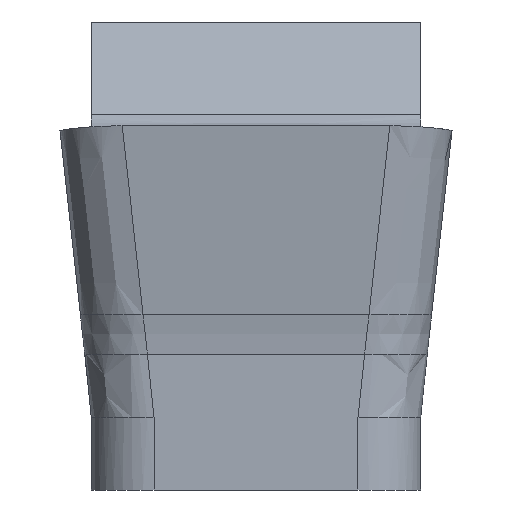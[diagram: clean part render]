
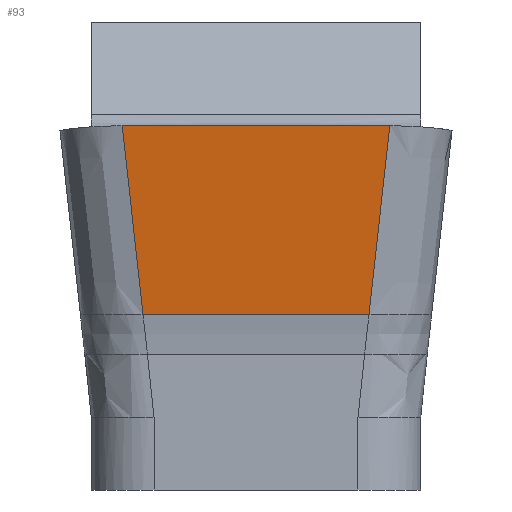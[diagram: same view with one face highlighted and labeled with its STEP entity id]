
A CAD part, front view. The second image highlights one B-rep face of the part: STEP entity #93.
In plain terms, the highlighted planar face has unit normal (0, -0.993, -0.122).
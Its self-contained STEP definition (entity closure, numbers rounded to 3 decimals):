
#93=ADVANCED_FACE('SIDE_FP_AN_SU1',(#171),#139,.T.);
#139=PLANE('',#1043);
#171=FACE_OUTER_BOUND('',#225,.T.);
#225=EDGE_LOOP('',(#367,#368,#369,#370));
#367=ORIENTED_EDGE('',*,*,#727,.F.);
#368=ORIENTED_EDGE('',*,*,#726,.T.);
#369=ORIENTED_EDGE('',*,*,#728,.F.);
#370=ORIENTED_EDGE('',*,*,#722,.T.);
#615=VERTEX_POINT('',#1673);
#616=VERTEX_POINT('',#1678);
#617=VERTEX_POINT('',#1720);
#618=VERTEX_POINT('',#1734);
#722=EDGE_CURVE('',#616,#615,#960,.T.);
#726=EDGE_CURVE('',#617,#618,#964,.T.);
#727=EDGE_CURVE('',#617,#615,#823,.T.);
#728=EDGE_CURVE('',#616,#618,#824,.T.);
#823=LINE('',#1751,#885);
#824=LINE('',#1752,#886);
#885=VECTOR('',#1133,1.);
#886=VECTOR('',#1134,1.);
#960=B_SPLINE_CURVE_WITH_KNOTS('',3,(#1674,#1675,#1676,#1677),
 .UNSPECIFIED.,.F.,.F.,(4,4),(0.,1.),.UNSPECIFIED.);
#964=B_SPLINE_CURVE_WITH_KNOTS('',3,(#1735,#1736,#1737,#1738),
 .UNSPECIFIED.,.F.,.F.,(4,4),(0.,1.),.UNSPECIFIED.);
#1043=AXIS2_PLACEMENT_3D('',#1753,#1135,#1136);
#1133=DIRECTION('',(1.,0.,0.));
#1134=DIRECTION('',(-1.,0.,0.));
#1135=DIRECTION('',(0.,-0.993,-0.122));
#1136=DIRECTION('',(-1.,0.,0.));
#1673=CARTESIAN_POINT('',(1.707,-12.404,0.059));
#1674=CARTESIAN_POINT('',(1.44,-12.108,-2.351));
#1675=CARTESIAN_POINT('',(1.529,-12.207,-1.547));
#1676=CARTESIAN_POINT('',(1.618,-12.305,-0.744));
#1677=CARTESIAN_POINT('',(1.707,-12.404,0.059));
#1678=CARTESIAN_POINT('',(1.44,-12.108,-2.351));
#1720=CARTESIAN_POINT('',(-1.707,-12.404,0.059));
#1734=CARTESIAN_POINT('',(-1.44,-12.108,-2.351));
#1735=CARTESIAN_POINT('',(-1.707,-12.404,0.059));
#1736=CARTESIAN_POINT('',(-1.618,-12.305,-0.744));
#1737=CARTESIAN_POINT('',(-1.529,-12.207,-1.547));
#1738=CARTESIAN_POINT('',(-1.44,-12.108,-2.351));
#1751=CARTESIAN_POINT('',(-17.5,-12.404,0.059));
#1752=CARTESIAN_POINT('',(0.,-12.108,-2.351));
#1753=CARTESIAN_POINT('',(0.,-12.935,4.384));
